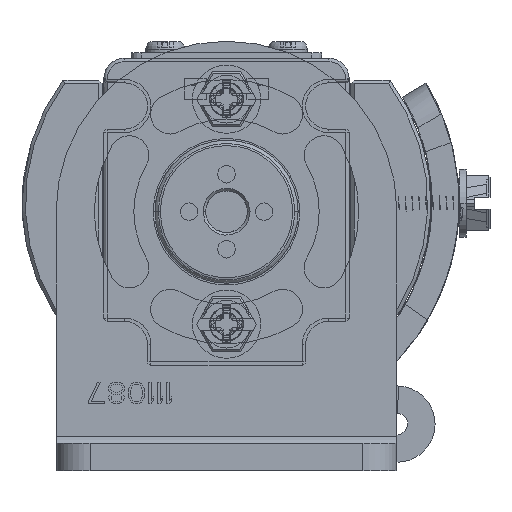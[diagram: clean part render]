
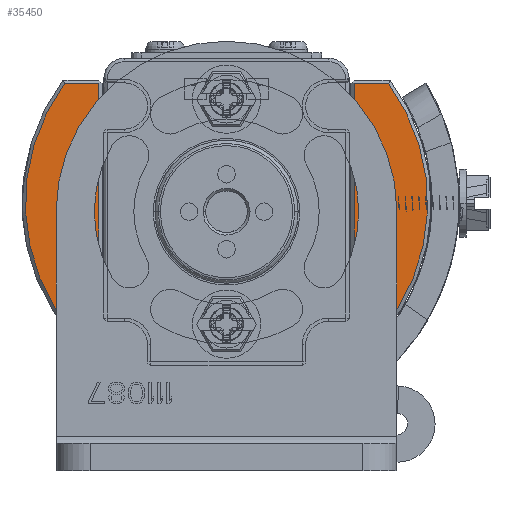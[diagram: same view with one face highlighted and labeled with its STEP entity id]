
A CAD part, front view. The second image highlights one B-rep face of the part: STEP entity #35450.
In plain terms, the highlighted face is planar.
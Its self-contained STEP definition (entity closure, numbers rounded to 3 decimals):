
#34435=DIRECTION('',(1.,0.,0.));
#34436=VECTOR('',#34435,37.);
#34437=CARTESIAN_POINT('',(-19.5,-18.75,-10.));
#34438=LINE('',#34437,#34436);
#34455=DIRECTION('',(0.,-1.,0.));
#34456=VECTOR('',#34455,4.999);
#34457=CARTESIAN_POINT('',(17.5,-18.75,-10.));
#34458=LINE('',#34457,#34456);
#34473=CARTESIAN_POINT('',(0.,0.,-10.));
#34474=DIRECTION('',(0.,0.,-1.));
#34475=DIRECTION('',(0.593,-0.805,0.));
#34476=AXIS2_PLACEMENT_3D('',#34473,#34474,#34475);
#35096=CARTESIAN_POINT('',(-19.5,15.25,-10.));
#35097=DIRECTION('',(0.,0.,1.));
#35098=DIRECTION('',(0.,1.,0.));
#35099=AXIS2_PLACEMENT_3D('',#35096,#35097,#35098);
#35101=DIRECTION('',(-1.,0.,0.));
#35102=VECTOR('',#35101,37.);
#35103=CARTESIAN_POINT('',(17.5,18.75,-10.));
#35104=LINE('',#35103,#35102);
#35117=DIRECTION('',(0.,-1.,0.));
#35118=VECTOR('',#35117,4.999);
#35119=CARTESIAN_POINT('',(17.5,23.749,-10.));
#35120=LINE('',#35119,#35118);
#35134=DIRECTION('',(0.,-1.,0.));
#35135=VECTOR('',#35134,30.5);
#35136=CARTESIAN_POINT('',(-23.,15.25,-10.));
#35137=LINE('',#35136,#35135);
#35155=CARTESIAN_POINT('',(-19.5,-15.25,-10.));
#35156=DIRECTION('',(0.,0.,1.));
#35157=DIRECTION('',(-1.,0.,0.));
#35158=AXIS2_PLACEMENT_3D('',#35155,#35156,#35157);
#35255=CARTESIAN_POINT('',(17.5,-23.749,-10.));
#35256=CARTESIAN_POINT('',(17.5,23.749,-10.));
#35257=VERTEX_POINT('',#35255);
#35258=VERTEX_POINT('',#35256);
#35259=CARTESIAN_POINT('',(17.5,18.75,-10.));
#35260=VERTEX_POINT('',#35259);
#35263=CARTESIAN_POINT('',(17.5,-18.75,-10.));
#35264=VERTEX_POINT('',#35263);
#35411=CARTESIAN_POINT('',(-19.5,18.75,-10.));
#35412=VERTEX_POINT('',#35411);
#35417=CARTESIAN_POINT('',(-23.,15.25,-10.));
#35418=VERTEX_POINT('',#35417);
#35419=CARTESIAN_POINT('',(-23.,-15.25,-10.));
#35420=VERTEX_POINT('',#35419);
#35425=CARTESIAN_POINT('',(-19.5,-18.75,-10.));
#35426=VERTEX_POINT('',#35425);
#35427=CARTESIAN_POINT('',(0.,0.,-10.));
#35428=DIRECTION('',(0.,0.,1.));
#35429=DIRECTION('',(1.,0.,0.));
#35430=AXIS2_PLACEMENT_3D('',#35427,#35428,#35429);
#35431=PLANE('',#35430);
#35433=ORIENTED_EDGE('',*,*,#35432,.F.);
#35435=ORIENTED_EDGE('',*,*,#35434,.F.);
#35437=ORIENTED_EDGE('',*,*,#35436,.F.);
#35439=ORIENTED_EDGE('',*,*,#35438,.F.);
#35441=ORIENTED_EDGE('',*,*,#35440,.F.);
#35443=ORIENTED_EDGE('',*,*,#35442,.F.);
#35445=ORIENTED_EDGE('',*,*,#35444,.F.);
#35447=ORIENTED_EDGE('',*,*,#35446,.F.);
#35448=EDGE_LOOP('',(#35433,#35435,#35437,#35439,#35441,#35443,#35445,#35447));
#35449=FACE_OUTER_BOUND('',#35448,.F.);
#35450=ADVANCED_FACE('',(#35449),#35431,.F.);
#34477=CIRCLE('',#34476,29.5);
#35100=CIRCLE('',#35099,3.5);
#35159=CIRCLE('',#35158,3.5);
#35432=EDGE_CURVE('',#35426,#35264,#34438,.T.);
#35434=EDGE_CURVE('',#35420,#35426,#35159,.T.);
#35436=EDGE_CURVE('',#35418,#35420,#35137,.T.);
#35438=EDGE_CURVE('',#35412,#35418,#35100,.T.);
#35440=EDGE_CURVE('',#35260,#35412,#35104,.T.);
#35442=EDGE_CURVE('',#35258,#35260,#35120,.T.);
#35444=EDGE_CURVE('',#35257,#35258,#34477,.T.);
#35446=EDGE_CURVE('',#35264,#35257,#34458,.T.);
